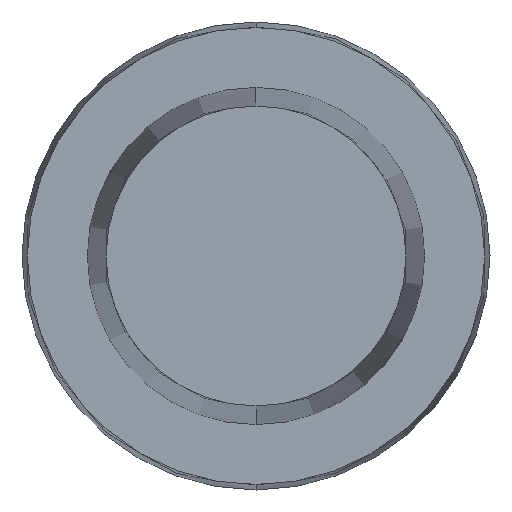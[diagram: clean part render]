
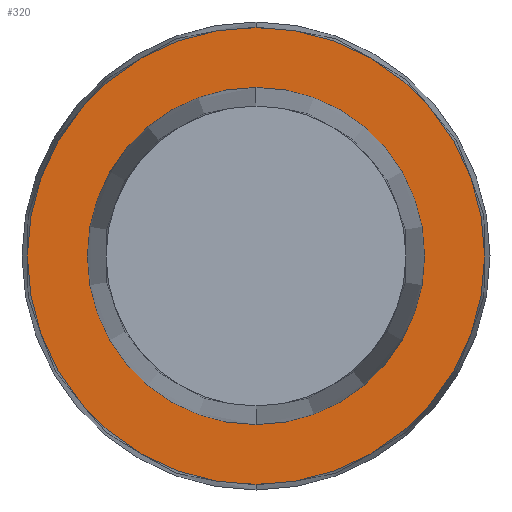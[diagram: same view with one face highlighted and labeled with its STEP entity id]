
A CAD part, front view. The second image highlights one B-rep face of the part: STEP entity #320.
In plain terms, the highlighted planar face has unit normal (0, -1, 0).
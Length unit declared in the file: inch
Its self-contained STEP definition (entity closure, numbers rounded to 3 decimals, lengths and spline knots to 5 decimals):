
#19 = CIRCLE ( 'NONE', #522, 0.05512 ) ;
#25 = VERTEX_POINT ( 'NONE', #329 ) ;
#36 = ORIENTED_EDGE ( 'NONE', *, *, #531, .F. ) ;
#102 = DIRECTION ( 'NONE',  ( 0., 0., -1. ) ) ;
#136 = DIRECTION ( 'NONE',  ( 0., -1., 0. ) ) ;
#143 = DIRECTION ( 'NONE',  ( 0., 0., -1. ) ) ;
#145 = CARTESIAN_POINT ( 'NONE',  ( 0., 0., 0. ) ) ;
#155 = FACE_OUTER_BOUND ( 'NONE', #348, .T. ) ;
#174 = DIRECTION ( 'NONE',  ( 0., 1., 0. ) ) ;
#188 = AXIS2_PLACEMENT_3D ( 'NONE', #557, #174, #102 ) ;
#193 = ORIENTED_EDGE ( 'NONE', *, *, #425, .F. ) ;
#197 = EDGE_LOOP ( 'NONE', ( #799, #624 ) ) ;
#204 = CIRCLE ( 'NONE', #884, 0.05512 ) ;
#256 = VERTEX_POINT ( 'NONE', #986 ) ;
#287 = CARTESIAN_POINT ( 'NONE',  ( 0., 0., 0.07475 ) ) ;
#288 = EDGE_CURVE ( 'NONE', #25, #256, #204, .T. ) ;
#290 = CARTESIAN_POINT ( 'NONE',  ( 0., 0., 0. ) ) ;
#304 = FACE_BOUND ( 'NONE', #197, .T. ) ;
#320 = ADVANCED_FACE ( 'NONE', ( #304, #155 ), #663, .T. ) ;
#329 = CARTESIAN_POINT ( 'NONE',  ( 0., 0., -0.05512 ) ) ;
#348 = EDGE_LOOP ( 'NONE', ( #36, #193 ) ) ;
#367 = EDGE_CURVE ( 'NONE', #256, #25, #19, .T. ) ;
#389 = VERTEX_POINT ( 'NONE', #287 ) ;
#422 = DIRECTION ( 'NONE',  ( 0., 1., 0. ) ) ;
#425 = EDGE_CURVE ( 'NONE', #495, #389, #850, .T. ) ;
#445 = AXIS2_PLACEMENT_3D ( 'NONE', #671, #136, #143 ) ;
#495 = VERTEX_POINT ( 'NONE', #533 ) ;
#510 = DIRECTION ( 'NONE',  ( 0., 0., -1. ) ) ;
#522 = AXIS2_PLACEMENT_3D ( 'NONE', #987, #755, #510 ) ;
#531 = EDGE_CURVE ( 'NONE', #389, #495, #930, .T. ) ;
#533 = CARTESIAN_POINT ( 'NONE',  ( 0., 0., -0.07475 ) ) ;
#557 = CARTESIAN_POINT ( 'NONE',  ( 0., 0., 0. ) ) ;
#624 = ORIENTED_EDGE ( 'NONE', *, *, #367, .F. ) ;
#638 = AXIS2_PLACEMENT_3D ( 'NONE', #290, #422, #738 ) ;
#663 = PLANE ( 'NONE',  #445 ) ;
#671 = CARTESIAN_POINT ( 'NONE',  ( 0., 0., 0. ) ) ;
#738 = DIRECTION ( 'NONE',  ( 0., 0., -1. ) ) ;
#755 = DIRECTION ( 'NONE',  ( 0., -1., 0. ) ) ;
#769 = DIRECTION ( 'NONE',  ( 0., 0., -1. ) ) ;
#799 = ORIENTED_EDGE ( 'NONE', *, *, #288, .F. ) ;
#843 = DIRECTION ( 'NONE',  ( 0., -1., 0. ) ) ;
#850 = CIRCLE ( 'NONE', #638, 0.07475 ) ;
#884 = AXIS2_PLACEMENT_3D ( 'NONE', #145, #843, #769 ) ;
#930 = CIRCLE ( 'NONE', #188, 0.07475 ) ;
#986 = CARTESIAN_POINT ( 'NONE',  ( 0., 0., 0.05512 ) ) ;
#987 = CARTESIAN_POINT ( 'NONE',  ( 0., 0., 0. ) ) ;
